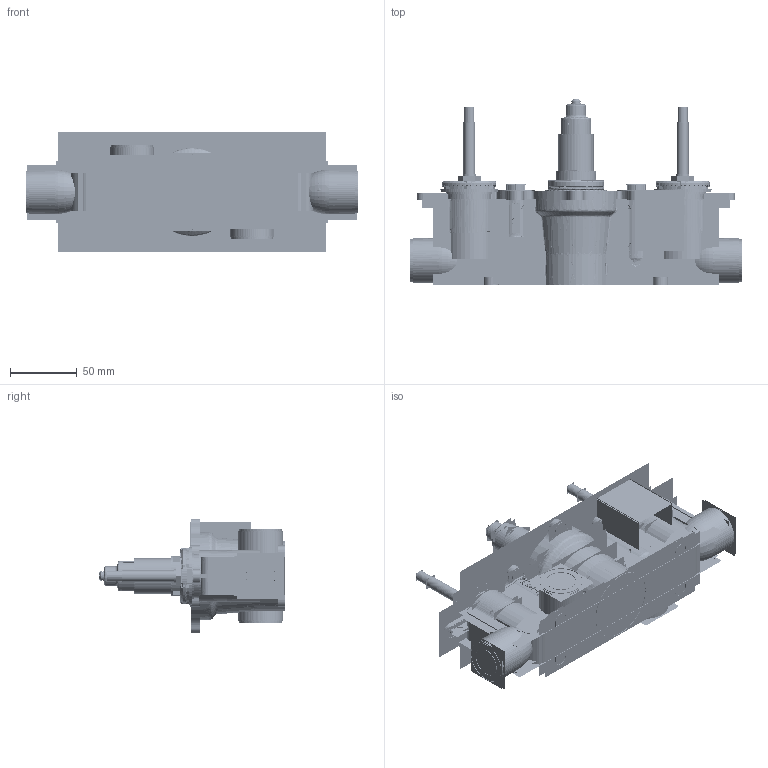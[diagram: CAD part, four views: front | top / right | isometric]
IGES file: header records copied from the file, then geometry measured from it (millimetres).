
Start section:  PTC IGES file: WLBP2000R+.igs
Global section: file name: WLBP2000R+.igs; native system: Pro/ENGINEER by Parametric Technology Corporation; preprocessor: 2009360; author: user152; organization: Unknown; date: 20200321.091437; units: millimetre
Bounding box: 248.84 x 139.8 x 89.47 mm (x, y, z)
Volume: 505929.8 mm3; surface area: 4052350.7 mm2
Topology: 33 solids, 68 shells, 5840 faces, 34543 edges, 47130 vertices
Faces by surface type: bspline 3292, revolution 2548
